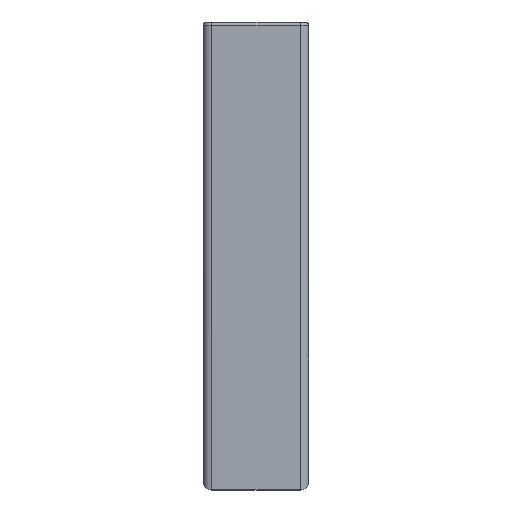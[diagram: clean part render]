
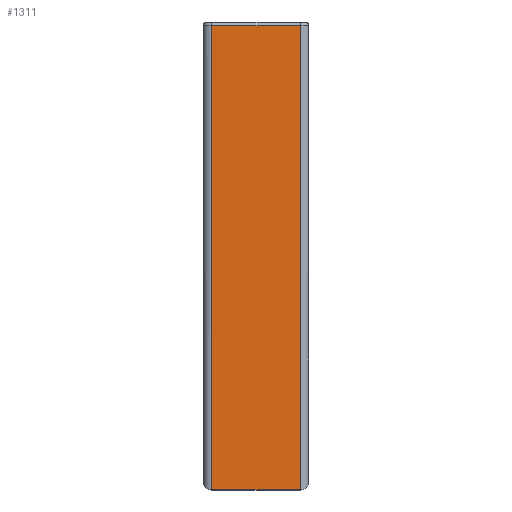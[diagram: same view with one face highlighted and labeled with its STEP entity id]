
A CAD part, left-side view. The second image highlights one B-rep face of the part: STEP entity #1311.
In plain terms, the highlighted planar face has unit normal (-1, 0, 0).
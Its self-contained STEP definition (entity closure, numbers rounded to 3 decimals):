
#55=PLANE('',#1471);
#121=LINE('',#2470,#214);
#128=LINE('',#2498,#221);
#138=LINE('',#2520,#231);
#139=LINE('',#2522,#232);
#214=VECTOR('',#1769,10.);
#221=VECTOR('',#1808,10.);
#231=VECTOR('',#1834,10.);
#232=VECTOR('',#1837,10.);
#350=FACE_OUTER_BOUND('',#439,.T.);
#439=EDGE_LOOP('',(#1131,#1132,#1133,#1134));
#634=VERTEX_POINT('',#2389);
#638=VERTEX_POINT('',#2398);
#646=VERTEX_POINT('',#2469);
#651=VERTEX_POINT('',#2487);
#793=EDGE_CURVE('',#646,#634,#121,.T.);
#808=EDGE_CURVE('',#638,#651,#128,.T.);
#820=EDGE_CURVE('',#651,#646,#138,.T.);
#821=EDGE_CURVE('',#634,#638,#139,.T.);
#1131=ORIENTED_EDGE('',*,*,#793,.F.);
#1132=ORIENTED_EDGE('',*,*,#820,.F.);
#1133=ORIENTED_EDGE('',*,*,#808,.F.);
#1134=ORIENTED_EDGE('',*,*,#821,.F.);
#1311=ADVANCED_FACE('',(#350),#55,.T.);
#1471=AXIS2_PLACEMENT_3D('',#2523,#1838,#1839);
#1769=DIRECTION('',(0.,0.,1.));
#1808=DIRECTION('',(0.,0.,-1.));
#1834=DIRECTION('',(0.,1.,0.));
#1837=DIRECTION('',(0.,-1.,0.));
#1838=DIRECTION('center_axis',(-1.,0.,0.));
#1839=DIRECTION('ref_axis',(0.,0.,1.));
#2389=CARTESIAN_POINT('',(-3.519,45.5,26.3));
#2398=CARTESIAN_POINT('',(-3.519,40.5,26.3));
#2469=CARTESIAN_POINT('',(-3.519,45.5,0.));
#2470=CARTESIAN_POINT('',(-3.519,45.5,5.5));
#2487=CARTESIAN_POINT('',(-3.519,40.5,0.));
#2498=CARTESIAN_POINT('',(-3.519,40.5,5.5));
#2520=CARTESIAN_POINT('',(-3.519,40.,0.));
#2522=CARTESIAN_POINT('',(-3.519,40.,26.3));
#2523=CARTESIAN_POINT('Origin',(-3.519,40.,0.));
